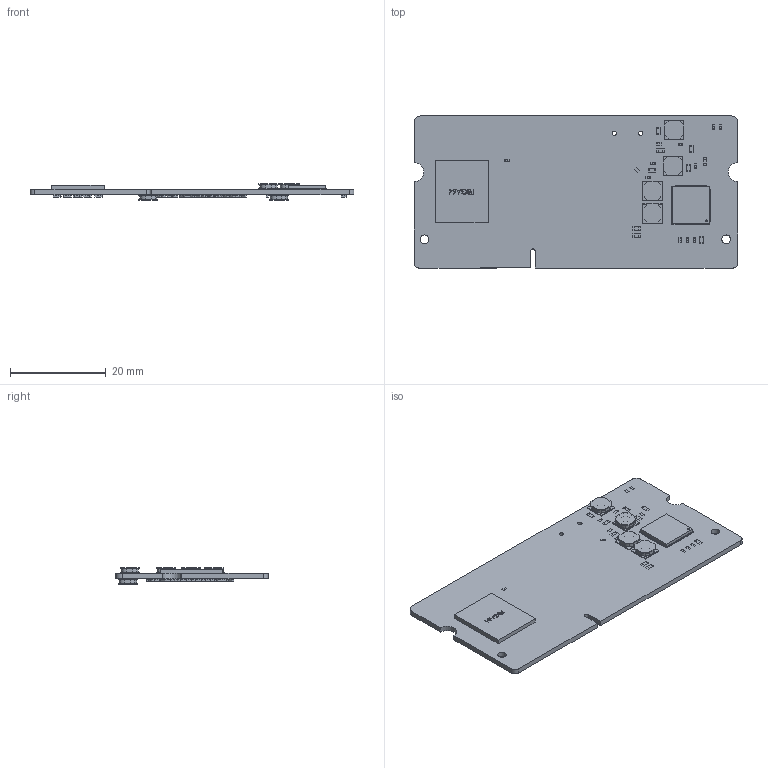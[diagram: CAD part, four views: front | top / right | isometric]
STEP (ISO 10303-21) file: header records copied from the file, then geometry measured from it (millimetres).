
FILE_DESCRIPTION(('Open CASCADE Model'),'2;1');
FILE_NAME('Open CASCADE Shape Model','2022-05-04T16:25:53',('Author'),( 'Open CASCADE'),'Open CASCADE STEP processor 6.8','Open CASCADE 6.8' ,'Unknown');
FILE_SCHEMA(('AUTOMOTIVE_DESIGN { 1 0 10303 214 1 1 1 1 }'));
Length unit declared in the file: millimetre
Products named in the file (165): PCB; Board; UP1; User_Library-QFN68(8x8mm); CD1; User_Library-SMD_Ceramic_Capacitors_0603_(1608)_CD; CP59; User_Library-SMD_Ceramic_Capacitors_0402_(1005)_BD; CK51; CK50; CK23; CK21; CK19; UDF1; memory_RGB8421504; CK61; LP4; inductor_4x4; LP5; LP3; LP2; LP1; CP33; CP18; R92; User_Library-User_Library-res0402_res0402_body; CP21; CP19; CP17; CP9; CP5; CP32; CP54; CP52; CP51; CP46; CP43; CP42; CP35; CP28 ...
Assembly tree (327 placements, depth 3):
  PCB
    Board
    UP1
      User_Library-QFN68(8x8mm)
    CD1
      User_Library-SMD_Ceramic_Capacitors_0603_(1608)_CD
    CP59
      User_Library-SMD_Ceramic_Capacitors_0402_(1005)_BD
    CK51
      User_Library-SMD_Ceramic_Capacitors_0402_(1005)_BD
    CK50
      User_Library-SMD_Ceramic_Capacitors_0402_(1005)_BD
    CK23
      User_Library-SMD_Ceramic_Capacitors_0402_(1005)_BD
    CK21
      User_Library-SMD_Ceramic_Capacitors_0402_(1005)_BD
    CK19
      User_Library-SMD_Ceramic_Capacitors_0603_(1608)_CD
    UDF1
      memory_RGB8421504
    CK61
      User_Library-SMD_Ceramic_Capacitors_0402_(1005)_BD
    LP4
      inductor_4x4
      inductor_4x4
      inductor_4x4
      inductor_4x4
    LP5
      inductor_4x4
      inductor_4x4
      inductor_4x4
      inductor_4x4
    LP3
      inductor_4x4
      inductor_4x4
      inductor_4x4
      inductor_4x4
    LP2
      inductor_4x4
      inductor_4x4
      inductor_4x4
      inductor_4x4
    LP1
      inductor_4x4
      inductor_4x4
      inductor_4x4
      inductor_4x4
    CP33
      User_Library-SMD_Ceramic_Capacitors_0603_(1608)_CD
    CP18
      User_Library-SMD_Ceramic_Capacitors_0603_(1608)_CD
    R92
      User_Library-User_Library-res0402_res0402_body
    CP21
      User_Library-SMD_Ceramic_Capacitors_0402_(1005)_BD
    CP19
      User_Library-SMD_Ceramic_Capacitors_0402_(1005)_BD
    CP17
      User_Library-SMD_Ceramic_Capacitors_0402_(1005)_BD
    CP9
Bounding box: 67.63 x 31.75 x 3.5 mm (x, y, z)
Volume: 2689.2 mm3; surface area: 6810 mm2
Topology: 463 solids, 463 shells, 10121 faces, 22500 edges, 11401 vertices
Faces by surface type: plane 4172, bspline 3033, cylinder 2916
Full cylindrical faces by diameter (mm): 0.9 x2, 1.499 x1, 1.8 x2
Entity records: 114987 total; most frequent: CARTESIAN_POINT 59171, DIRECTION 8517, ORIENTED_EDGE 5348, PCURVE 5348, DEFINITIONAL_REPRESENTATION 5348, LINE 4951, VECTOR 4951, EDGE_CURVE 2674
